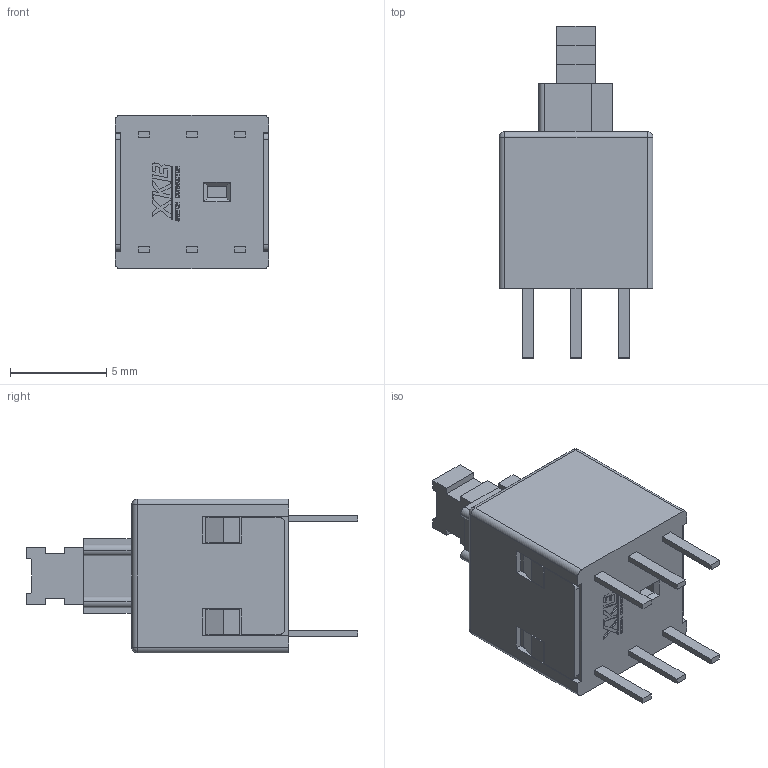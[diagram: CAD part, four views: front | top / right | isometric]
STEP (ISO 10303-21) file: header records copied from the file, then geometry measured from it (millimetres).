
FILE_DESCRIPTION(('STEP AP242'),'1');
FILE_NAME('xkb8080-w.stp','2025-03-15T04:48:37',('TraceParts'),('TraceParts S.A.'),'Spatial InterOp 3D',' ',' ');
FILE_SCHEMA(('AP242_MANAGED_MODEL_BASED_3D_ENGINEERING_MIM_LF {1 0 10303 442 1 1 4}'));
Length unit declared in the file: millimetre
Products named in the file (1): xkb8080-w
Bounding box: 8 x 17.25 x 8 mm (x, y, z)
Volume: 562.9 mm3; surface area: 545.3 mm2
Topology: 1 solids, 1 shells, 584 faces, 1628 edges, 1080 vertices
Faces by surface type: plane 554, cylinder 26, sphere 4
Entity records: 18371 total; most frequent: CARTESIAN_POINT 3293, ORIENTED_EDGE 3256, DIRECTION 2850, EDGE_CURVE 1628, LINE 1576, VECTOR 1576, VERTEX_POINT 1080, AXIS2_PLACEMENT_3D 637
